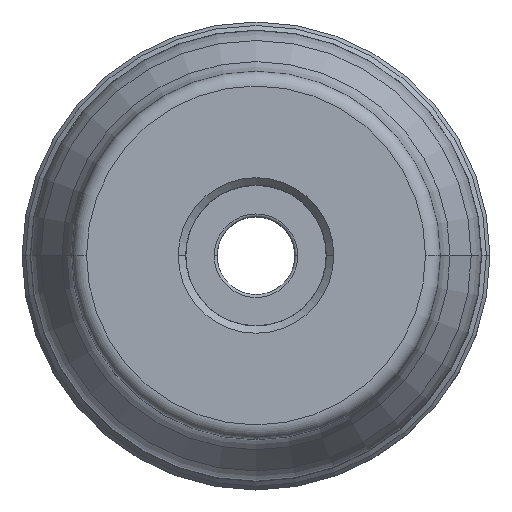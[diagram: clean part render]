
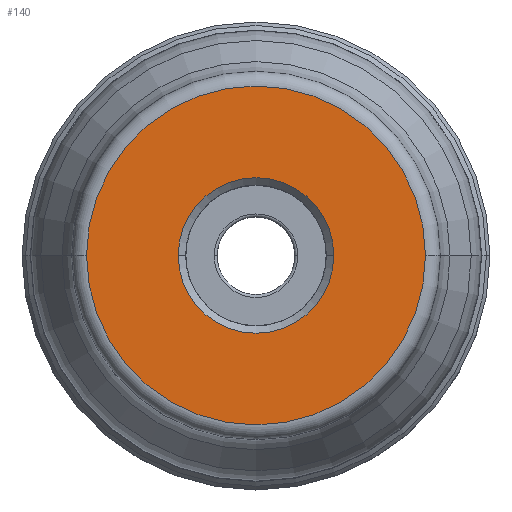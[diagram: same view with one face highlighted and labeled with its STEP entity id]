
A CAD part, top view. The second image highlights one B-rep face of the part: STEP entity #140.
In plain terms, the highlighted planar face has unit normal (0, 0, 1).
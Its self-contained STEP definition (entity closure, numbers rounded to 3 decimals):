
#81=PLANE('',#1554);
#89=FACE_BOUND('',#332,.T.);
#90=FACE_BOUND('',#333,.T.);
#140=ADVANCED_FACE('',(#89,#90),#81,.F.);
#332=EDGE_LOOP('',(#558,#559,#560,#561));
#333=EDGE_LOOP('',(#562,#563));
#558=ORIENTED_EDGE('',*,*,#960,.F.);
#559=ORIENTED_EDGE('',*,*,#958,.F.);
#560=ORIENTED_EDGE('',*,*,#957,.F.);
#561=ORIENTED_EDGE('',*,*,#961,.T.);
#562=ORIENTED_EDGE('',*,*,#962,.F.);
#563=ORIENTED_EDGE('',*,*,#963,.F.);
#806=VERTEX_POINT('',#2381);
#807=VERTEX_POINT('',#2383);
#808=VERTEX_POINT('',#2385);
#809=VERTEX_POINT('',#2389);
#810=VERTEX_POINT('',#2393);
#811=VERTEX_POINT('',#2394);
#957=EDGE_CURVE('',#806,#807,#1120,.T.);
#958=EDGE_CURVE('',#807,#808,#1121,.T.);
#960=EDGE_CURVE('',#808,#809,#1123,.T.);
#961=EDGE_CURVE('',#806,#809,#1124,.T.);
#962=EDGE_CURVE('',#810,#811,#1125,.T.);
#963=EDGE_CURVE('',#811,#810,#1126,.T.);
#1120=CIRCLE('',#1545,23.);
#1121=CIRCLE('',#1546,23.);
#1123=CIRCLE('',#1549,23.);
#1124=CIRCLE('',#1550,23.);
#1125=CIRCLE('',#1552,10.56);
#1126=CIRCLE('',#1553,10.56);
#1545=AXIS2_PLACEMENT_3D('',#2382,#1918,#1919);
#1546=AXIS2_PLACEMENT_3D('',#2384,#1920,#1921);
#1549=AXIS2_PLACEMENT_3D('',#2388,#1926,#1927);
#1550=AXIS2_PLACEMENT_3D('',#2390,#1928,#1929);
#1552=AXIS2_PLACEMENT_3D('',#2392,#1932,#1933);
#1553=AXIS2_PLACEMENT_3D('',#2395,#1934,#1935);
#1554=AXIS2_PLACEMENT_3D('',#2396,#1936,#1937);
#1918=DIRECTION('',(0.,0.,-1.));
#1919=DIRECTION('',(1.,0.,0.));
#1920=DIRECTION('',(0.,0.,-1.));
#1921=DIRECTION('',(1.,-0.001,0.));
#1926=DIRECTION('',(0.,0.,-1.));
#1927=DIRECTION('',(-1.,0.001,0.));
#1928=DIRECTION('',(0.,0.,1.));
#1929=DIRECTION('',(-1.,0.001,0.));
#1932=DIRECTION('',(0.,0.,1.));
#1933=DIRECTION('',(1.,0.,0.));
#1934=DIRECTION('',(0.,0.,1.));
#1935=DIRECTION('',(-1.,0.,0.));
#1936=DIRECTION('',(0.,0.,-1.));
#1937=DIRECTION('',(1.,0.,0.));
#2381=CARTESIAN_POINT('',(23.,0.,0.));
#2382=CARTESIAN_POINT('',(0.,0.,0.));
#2383=CARTESIAN_POINT('',(23.,-0.02,0.));
#2384=CARTESIAN_POINT('',(0.,0.,0.));
#2385=CARTESIAN_POINT('',(-23.,0.,0.));
#2388=CARTESIAN_POINT('',(0.,0.,0.));
#2389=CARTESIAN_POINT('',(-23.,0.02,0.));
#2390=CARTESIAN_POINT('',(0.,0.,0.));
#2392=CARTESIAN_POINT('',(0.,0.,0.));
#2393=CARTESIAN_POINT('',(10.56,0.,0.));
#2394=CARTESIAN_POINT('',(-10.56,0.,0.));
#2395=CARTESIAN_POINT('',(0.,0.,0.));
#2396=CARTESIAN_POINT('',(0.,0.,0.));
